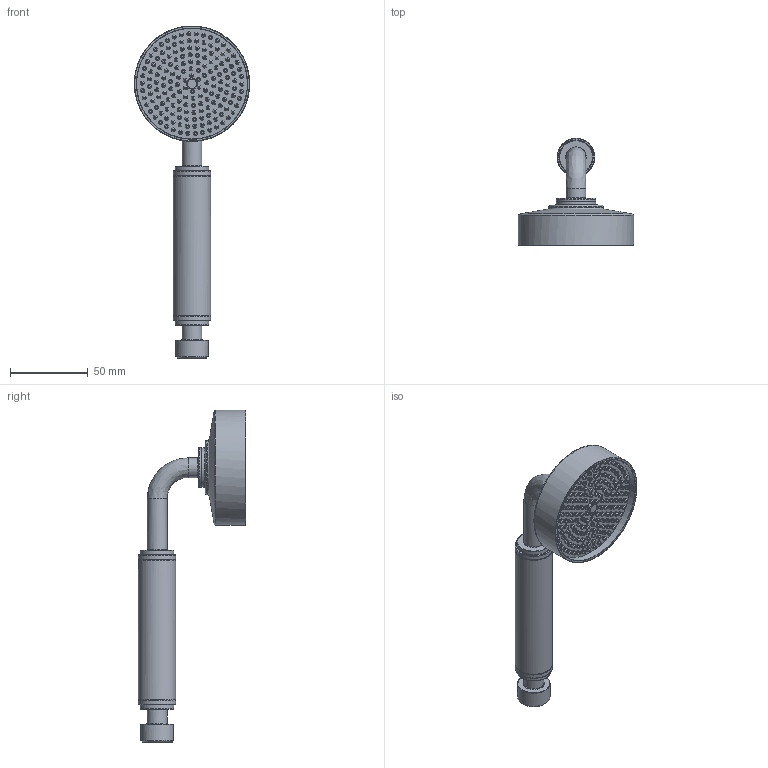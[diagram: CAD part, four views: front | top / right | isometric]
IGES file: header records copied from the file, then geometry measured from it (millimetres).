
Global section: file name: V754W-AF; native system: Autodesk Inventor 2018; preprocessor: unknown; author: rclarke; date: 20190708.105932; units: millimetre
Bounding box: 74 x 68.75 x 213 mm (x, y, z)
Volume: 107792.6 mm3; surface area: 50624.3 mm2
Topology: 6 solids, 11 shells, 830 faces, 2580 edges, 1964 vertices
Faces by surface type: bspline 830
